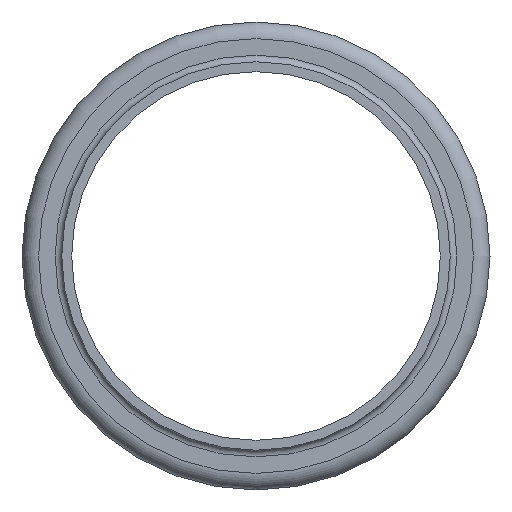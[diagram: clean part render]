
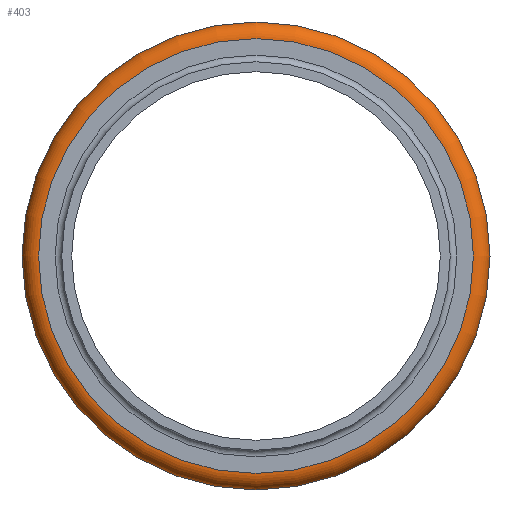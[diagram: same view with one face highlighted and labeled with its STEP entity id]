
A CAD part, left-side view. The second image highlights one B-rep face of the part: STEP entity #403.
In plain terms, the highlighted toroidal (fillet/blend) face has major radius 9.85 mm and minor radius 0.75 mm.
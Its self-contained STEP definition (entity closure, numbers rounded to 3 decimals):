
#403=ADVANCED_FACE('',(#1140,#1141),#692,.T.);
#692=TOROIDAL_SURFACE('',#4528,9.85,0.75);
#1140=FACE_BOUND('',#1892,.T.);
#1141=FACE_BOUND('',#1893,.T.);
#1892=EDGE_LOOP('',(#2644));
#1893=EDGE_LOOP('',(#2645));
#2644=ORIENTED_EDGE('',*,*,#3601,.T.);
#2645=ORIENTED_EDGE('',*,*,#3600,.F.);
#3224=VERTEX_POINT('',#6959);
#3225=VERTEX_POINT('',#6962);
#3600=EDGE_CURVE('',#3224,#3224,#3976,.T.);
#3601=EDGE_CURVE('',#3225,#3225,#3977,.T.);
#3976=CIRCLE('',#4525,10.6);
#3977=CIRCLE('',#4527,9.85);
#4525=AXIS2_PLACEMENT_3D('',#6958,#5625,#5626);
#4527=AXIS2_PLACEMENT_3D('',#6961,#5629,#5630);
#4528=AXIS2_PLACEMENT_3D('',#6963,#5631,#5632);
#5625=DIRECTION('',(1.,0.,0.));
#5626=DIRECTION('',(0.,0.,1.));
#5629=DIRECTION('',(1.,0.,0.));
#5630=DIRECTION('',(0.,0.,1.));
#5631=DIRECTION('',(1.,0.,0.));
#5632=DIRECTION('',(0.,0.,1.));
#6958=CARTESIAN_POINT('',(-45.45,0.,0.));
#6959=CARTESIAN_POINT('',(-45.45,0.,10.6));
#6961=CARTESIAN_POINT('',(-46.2,0.,0.));
#6962=CARTESIAN_POINT('',(-46.2,0.,9.85));
#6963=CARTESIAN_POINT('',(-45.45,0.,0.));
